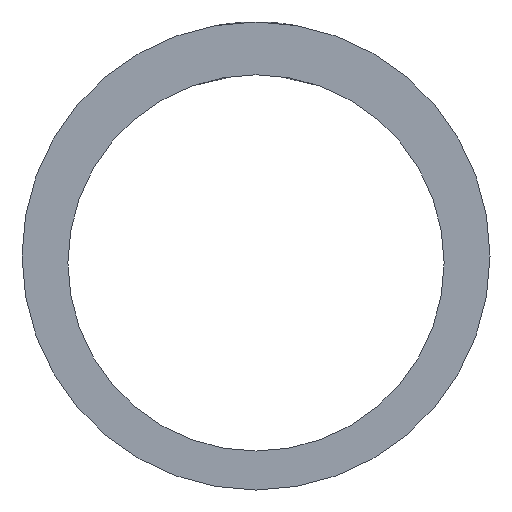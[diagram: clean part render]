
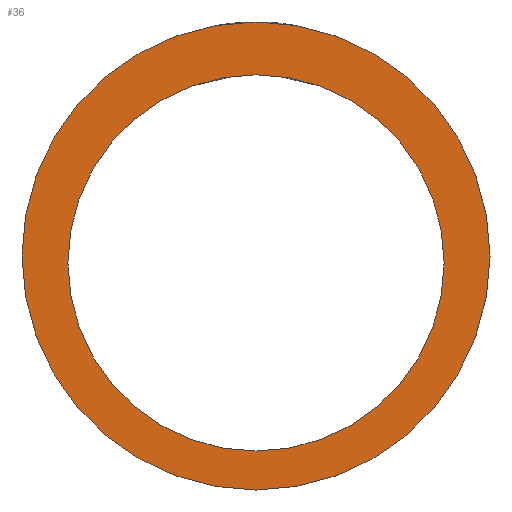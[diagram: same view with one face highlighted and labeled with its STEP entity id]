
A CAD part, left-side view. The second image highlights one B-rep face of the part: STEP entity #36.
In plain terms, the highlighted planar face has unit normal (-1, 0, 0).
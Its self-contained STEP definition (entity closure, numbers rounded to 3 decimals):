
#36 = ADVANCED_FACE( '', ( #72, #73 ), #74, .T. );
#72 = FACE_BOUND( '', #105, .T. );
#73 = FACE_OUTER_BOUND( '', #106, .T. );
#74 = PLANE( '', #107 );
#105 = EDGE_LOOP( '', ( #138 ) );
#106 = EDGE_LOOP( '', ( #139 ) );
#107 = AXIS2_PLACEMENT_3D( '', #140, #141, #142 );
#138 = ORIENTED_EDGE( '', *, *, #166, .F. );
#139 = ORIENTED_EDGE( '', *, *, #164, .T. );
#140 = CARTESIAN_POINT( '', ( 0., 0., 0. ) );
#141 = DIRECTION( '', ( -1., 0., 0. ) );
#142 = DIRECTION( '', ( 0., -1., 0. ) );
#164 = EDGE_CURVE( '', #182, #182, #183, .T. );
#166 = EDGE_CURVE( '', #185, #185, #186, .T. );
#182 = VERTEX_POINT( '', #312 );
#183 = CIRCLE( '', #313, 17.725 );
#185 = VERTEX_POINT( '', #315 );
#186 = CIRCLE( '', #316, 14.25 );
#312 = CARTESIAN_POINT( '', ( 0., 17.725, 0. ) );
#313 = AXIS2_PLACEMENT_3D( '', #328, #329, #330 );
#315 = CARTESIAN_POINT( '', ( 0., 14.25, -0.525 ) );
#316 = AXIS2_PLACEMENT_3D( '', #331, #332, #333 );
#328 = CARTESIAN_POINT( '', ( 0., 0., 0. ) );
#329 = DIRECTION( '', ( -1., 0., 0. ) );
#330 = DIRECTION( '', ( 0., 1., 0. ) );
#331 = CARTESIAN_POINT( '', ( 0., 0., -0.525 ) );
#332 = DIRECTION( '', ( -1., 0., 0. ) );
#333 = DIRECTION( '', ( 0., 1., 0. ) );
